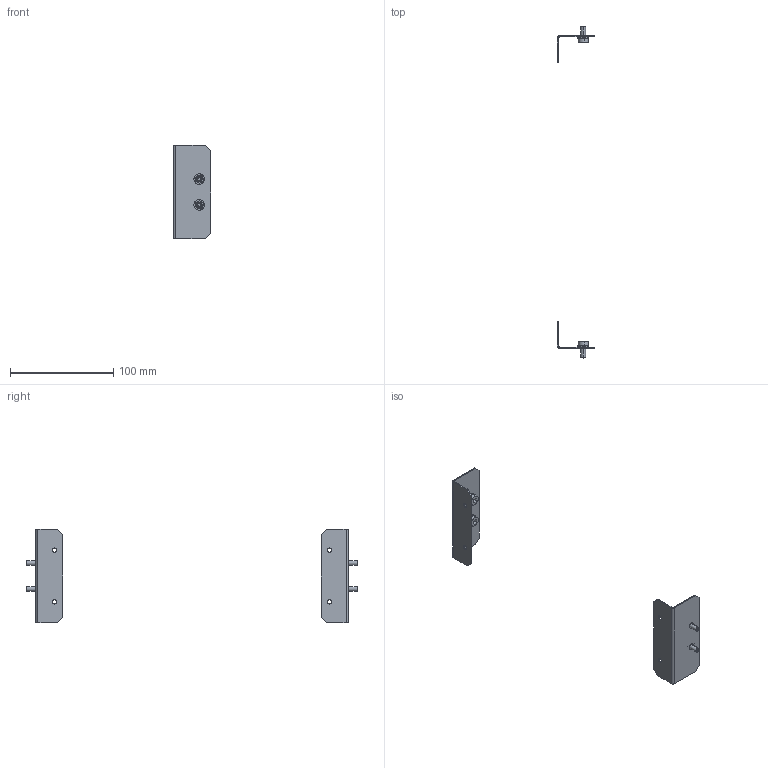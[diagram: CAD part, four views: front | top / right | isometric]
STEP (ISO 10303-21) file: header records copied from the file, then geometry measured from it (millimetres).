
FILE_DESCRIPTION (( 'STEP AP203' ), '1' );
FILE_NAME ('MA1.400.000010.01.00 Äåðæàòåëü ïëàñòðîíîâ Â100 (2 øò) EKF AleSta-FPH10.STEP', '2024-06-05T16:43:06', ( '' ), ( '' ), 'SwSTEP 2.0', 'SolidWorks 2021', '' );
FILE_SCHEMA (( 'CONFIG_CONTROL_DESIGN' ));
Length unit declared in the file: millimetre
Products named in the file (4): MA1.400.000010.01.00 Äåðæàòåëü ïëàñòðîíîâ Â100 (2 øò) EKF AleSta-FPH10; øàéáà êîíòàêòíàÿ ñòîïîðíàÿ ñ íàñå÷êîé îöèíêîâàííàÿ ñòàëü Ì5; Âèíò_ðåçüáîâûäàâëèâàþùèé_Ì5õ12_DIN 7500E_Œ5å12; MA1.400.000020.01.01 Äåðæàòåëü ïëàñòðîíîâ Â2000 (2 øò) EKF AleSta_‚=100
Assembly tree (10 placements, depth 2):
  MA1.400.000010.01.00 Äåðæàòåëü ïëàñòðîíîâ Â100 (2 øò) EKF AleSta-FPH10
    MA1.400.000020.01.01 Äåðæàòåëü ïëàñòðîíîâ Â2000 (2 øò) EKF AleSta_‚=100  x2
    øàéáà êîíòàêòíàÿ ñòîïîðíàÿ ñ íàñå÷êîé îöèíêîâàííàÿ ñòàëü Ì5  x4
    Âèíò_ðåçüáîâûäàâëèâàþùèé_Ì5õ12_DIN 7500E_Œ5å12  x4
Bounding box: 36 x 321 x 90 mm (x, y, z)
Volume: 12512.4 mm3; surface area: 24631.3 mm2
Topology: 10 solids, 10 shells, 328 faces, 888 edges, 584 vertices
Faces by surface type: plane 268, cylinder 52, cone 8
Entity records: 3632 total; most frequent: DIRECTION 556, CARTESIAN_POINT 528, ORIENTED_EDGE 508, EDGE_CURVE 254, AXIS2_PLACEMENT_3D 194, VECTOR 168, LINE 168, VERTEX_POINT 166
